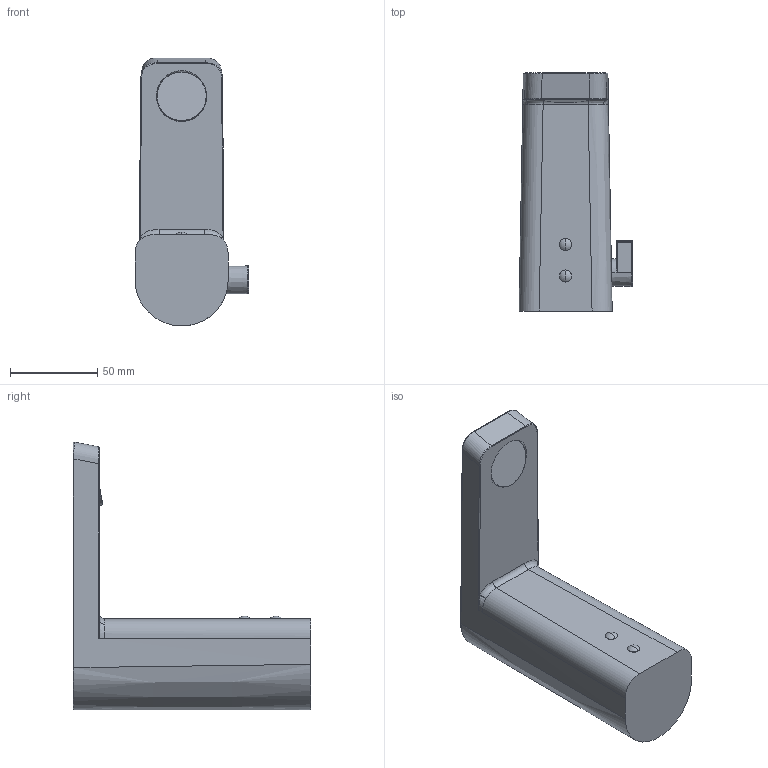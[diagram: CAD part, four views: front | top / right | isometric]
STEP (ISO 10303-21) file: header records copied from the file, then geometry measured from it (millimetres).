
FILE_DESCRIPTION (( 'STEP AP203' ), '1' );
FILE_NAME ('4814FZ-104(2022)+4814FZ-105(2022)+571622790004(2022)+571622790005(2022).STEP', '2022-02-25T09:09:25', ( '' ), ( '' ), 'SwSTEP 2.0', 'SolidWorks 2016', '' );
FILE_SCHEMA (( 'CONFIG_CONTROL_DESIGN' ));
Length unit declared in the file: millimetre
Products named in the file (1): 4814FZ-104(2022)+4814FZ-105(2022)+571622790004(2022)+571622790005(2022)
Bounding box: 65.14 x 136 x 153.18 mm (x, y, z)
Volume: 390111.6 mm3; surface area: 42268.2 mm2
Topology: 1 solids, 1 shells, 82 faces, 196 edges, 113 vertices
Faces by surface type: bspline 48, cylinder 11, plane 11, cone 6, sphere 4, torus 2
Entity records: 4878 total; most frequent: CARTESIAN_POINT 3257, ORIENTED_EDGE 376, DIRECTION 241, EDGE_CURVE 188, VERTEX_POINT 113, AXIS2_PLACEMENT_3D 99, EDGE_LOOP 87, ADVANCED_FACE 82
